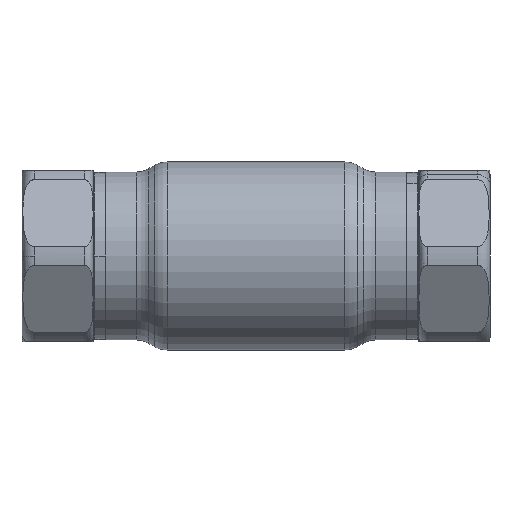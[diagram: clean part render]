
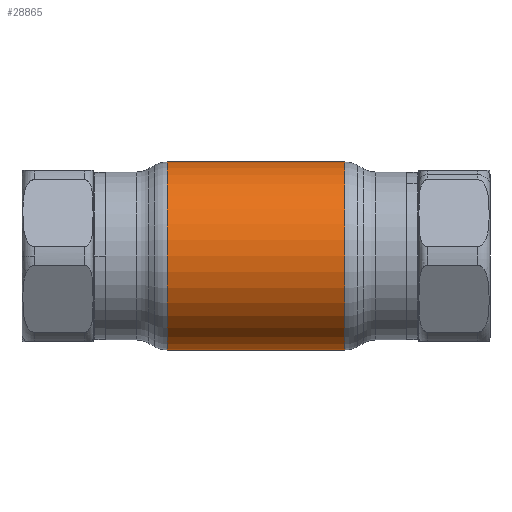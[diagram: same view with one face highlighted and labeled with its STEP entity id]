
A CAD part, front view. The second image highlights one B-rep face of the part: STEP entity #28865.
In plain terms, the highlighted cylindrical face has radius 22.5 mm (diameter 45 mm), a partial arc.
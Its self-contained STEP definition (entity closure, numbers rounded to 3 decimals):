
#475 = ORIENTED_EDGE ( 'NONE', *, *, #17689, .T. ) ;
#579 = CARTESIAN_POINT ( 'NONE',  ( -21.285, 0., -22.5 ) ) ;
#1733 = DIRECTION ( 'NONE',  ( -1., 0., 0. ) ) ;
#3589 = ORIENTED_EDGE ( 'NONE', *, *, #50377, .T. ) ;
#4393 = ORIENTED_EDGE ( 'NONE', *, *, #56740, .F. ) ;
#5795 = VERTEX_POINT ( 'NONE', #55690 ) ;
#7086 = CIRCLE ( 'NONE', #55234, 22.5 ) ;
#14095 = EDGE_CURVE ( 'NONE', #31605, #5795, #16543, .T. ) ;
#15285 = CARTESIAN_POINT ( 'NONE',  ( -62.69, 0., -22.5 ) ) ;
#16543 = CIRCLE ( 'NONE', #39801, 22.5 ) ;
#17395 = DIRECTION ( 'NONE',  ( 0., 0., 1. ) ) ;
#17689 = EDGE_CURVE ( 'NONE', #34152, #18568, #7086, .T. ) ;
#18053 = ORIENTED_EDGE ( 'NONE', *, *, #14095, .F. ) ;
#18357 = LINE ( 'NONE', #19263, #36223 ) ;
#18568 = VERTEX_POINT ( 'NONE', #54446 ) ;
#19263 = CARTESIAN_POINT ( 'NONE',  ( -62.69, 0., 22.5 ) ) ;
#20261 = DIRECTION ( 'NONE',  ( 0., 0., 1. ) ) ;
#21746 = CARTESIAN_POINT ( 'NONE',  ( -21.285, 0., 0. ) ) ;
#22649 = DIRECTION ( 'NONE',  ( -1., 0., 0. ) ) ;
#27124 = CARTESIAN_POINT ( 'NONE',  ( -62.69, 0., 0. ) ) ;
#28865 = ADVANCED_FACE ( 'NONE', ( #40782 ), #35348, .T. ) ;
#31605 = VERTEX_POINT ( 'NONE', #579 ) ;
#33195 = LINE ( 'NONE', #15285, #44684 ) ;
#34152 = VERTEX_POINT ( 'NONE', #40714 ) ;
#34257 = CARTESIAN_POINT ( 'NONE',  ( 21.285, 0., 0. ) ) ;
#35348 = CYLINDRICAL_SURFACE ( 'NONE', #53126, 22.5 ) ;
#36223 = VECTOR ( 'NONE', #22649, 1000. ) ;
#39801 = AXIS2_PLACEMENT_3D ( 'NONE', #21746, #58715, #48728 ) ;
#40714 = CARTESIAN_POINT ( 'NONE',  ( 21.285, 0., -22.5 ) ) ;
#40782 = FACE_OUTER_BOUND ( 'NONE', #47062, .T. ) ;
#44021 = DIRECTION ( 'NONE',  ( -1., 0., 0. ) ) ;
#44684 = VECTOR ( 'NONE', #44021, 1000. ) ;
#45600 = DIRECTION ( 'NONE',  ( -1., 0., 0. ) ) ;
#47062 = EDGE_LOOP ( 'NONE', ( #4393, #475, #3589, #18053 ) ) ;
#48728 = DIRECTION ( 'NONE',  ( 0., 0., 1. ) ) ;
#50377 = EDGE_CURVE ( 'NONE', #18568, #5795, #18357, .T. ) ;
#53126 = AXIS2_PLACEMENT_3D ( 'NONE', #27124, #45600, #17395 ) ;
#54446 = CARTESIAN_POINT ( 'NONE',  ( 21.285, 0., 22.5 ) ) ;
#55234 = AXIS2_PLACEMENT_3D ( 'NONE', #34257, #1733, #20261 ) ;
#55690 = CARTESIAN_POINT ( 'NONE',  ( -21.285, 0., 22.5 ) ) ;
#56740 = EDGE_CURVE ( 'NONE', #34152, #31605, #33195, .T. ) ;
#58715 = DIRECTION ( 'NONE',  ( -1., 0., 0. ) ) ;
